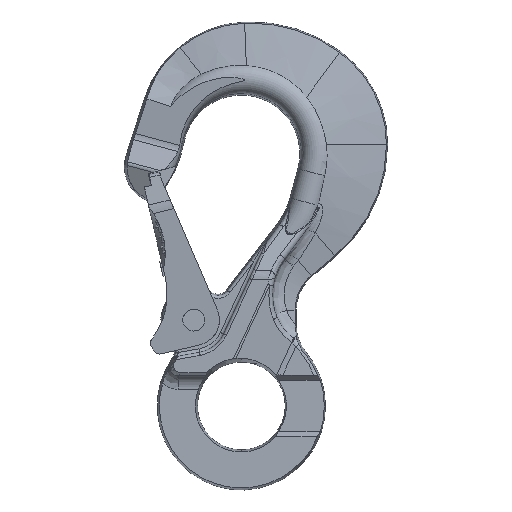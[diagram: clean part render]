
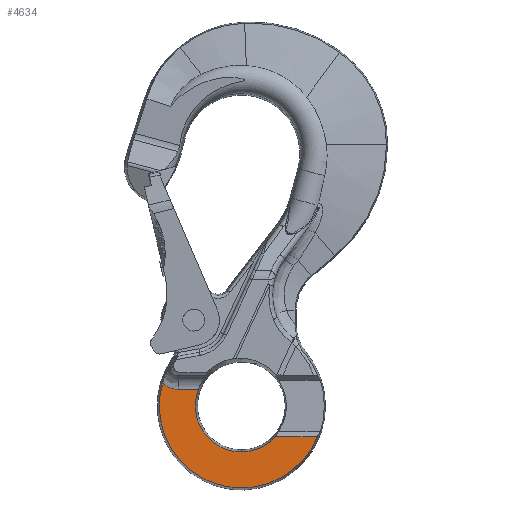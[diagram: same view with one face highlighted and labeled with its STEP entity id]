
A CAD part, front view. The second image highlights one B-rep face of the part: STEP entity #4634.
In plain terms, the highlighted planar face has unit normal (0, -1, 0).
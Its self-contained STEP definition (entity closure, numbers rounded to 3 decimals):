
#271=DIRECTION('',(-1.,0.,0.));
#272=VECTOR('',#271,11.448);
#273=CARTESIAN_POINT('',(20.771,-5.5,3.557));
#274=LINE('',#273,#272);
#275=CARTESIAN_POINT('',(0.,-5.5,12.));
#276=DIRECTION('',(0.,-1.,0.));
#277=DIRECTION('',(-0.96,0.,0.281));
#278=AXIS2_PLACEMENT_3D('',#275,#276,#277);
#280=CARTESIAN_POINT('',(0.,-5.5,12.));
#281=DIRECTION('',(0.,1.,0.));
#282=DIRECTION('',(0.,0.,-1.));
#283=AXIS2_PLACEMENT_3D('',#280,#281,#282);
#285=CARTESIAN_POINT('',(0.,-5.5,12.));
#286=DIRECTION('',(0.,1.,0.));
#287=DIRECTION('',(0.741,0.,-0.671));
#288=AXIS2_PLACEMENT_3D('',#285,#286,#287);
#345=DIRECTION('',(1.,0.,0.));
#346=VECTOR('',#345,5.574);
#347=CARTESIAN_POINT('',(-17.308,-5.5,16.529));
#348=LINE('',#347,#346);
#384=CARTESIAN_POINT('',(-21.521,-5.5,18.291));
#385=CARTESIAN_POINT('',(-21.301,-5.5,18.061));
#386=CARTESIAN_POINT('',(-20.829,-5.5,17.644));
#387=CARTESIAN_POINT('',(-20.007,-5.5,17.136));
#388=CARTESIAN_POINT('',(-19.119,-5.5,16.777));
#389=CARTESIAN_POINT('',(-18.202,-5.5,16.57));
#390=CARTESIAN_POINT('',(-17.606,-5.5,16.529));
#391=CARTESIAN_POINT('',(-17.308,-5.5,16.529));
#4017=CARTESIAN_POINT('',(-17.308,-5.5,16.529));
#4018=CARTESIAN_POINT('',(-11.734,-5.5,16.529));
#4019=VERTEX_POINT('',#4017);
#4020=VERTEX_POINT('',#4018);
#4021=VERTEX_POINT('',#384);
#4023=CARTESIAN_POINT('',(0.,-5.5,-0.578));
#4024=VERTEX_POINT('',#4023);
#4111=CARTESIAN_POINT('',(20.771,-5.5,3.557));
#4112=CARTESIAN_POINT('',(9.323,-5.5,3.557));
#4113=VERTEX_POINT('',#4111);
#4114=VERTEX_POINT('',#4112);
#4616=CARTESIAN_POINT('',(47.2,-5.5,19.598));
#4617=DIRECTION('',(0.,-1.,0.));
#4618=DIRECTION('',(0.,0.,-1.));
#4619=AXIS2_PLACEMENT_3D('',#4616,#4617,#4618);
#4620=PLANE('',#4619);
#4622=ORIENTED_EDGE('',*,*,#4621,.F.);
#4623=ORIENTED_EDGE('',*,*,#4255,.F.);
#4625=ORIENTED_EDGE('',*,*,#4624,.T.);
#4627=ORIENTED_EDGE('',*,*,#4626,.T.);
#4629=ORIENTED_EDGE('',*,*,#4628,.F.);
#4631=ORIENTED_EDGE('',*,*,#4630,.F.);
#4632=EDGE_LOOP('',(#4622,#4623,#4625,#4627,#4629,#4631));
#4633=FACE_OUTER_BOUND('',#4632,.F.);
#4634=ADVANCED_FACE('',(#4633),#4620,.T.);
#279=CIRCLE('',#278,22.422);
#284=CIRCLE('',#283,12.578);
#289=CIRCLE('',#288,12.578);
#392=B_SPLINE_CURVE_WITH_KNOTS('',3,(#384,#385,#386,#387,#388,#389,#390,#391),
.UNSPECIFIED.,.F.,.F.,(4,1,1,1,1,4),(0.,0.2,0.4,0.6,0.8,1.),
.UNSPECIFIED.);
#4255=EDGE_CURVE('',#4021,#4113,#279,.T.);
#4621=EDGE_CURVE('',#4113,#4114,#274,.T.);
#4624=EDGE_CURVE('',#4021,#4019,#392,.T.);
#4626=EDGE_CURVE('',#4019,#4020,#348,.T.);
#4628=EDGE_CURVE('',#4024,#4020,#284,.T.);
#4630=EDGE_CURVE('',#4114,#4024,#289,.T.);
